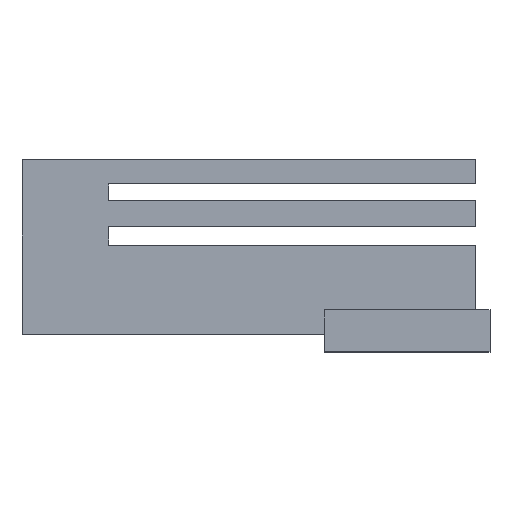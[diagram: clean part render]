
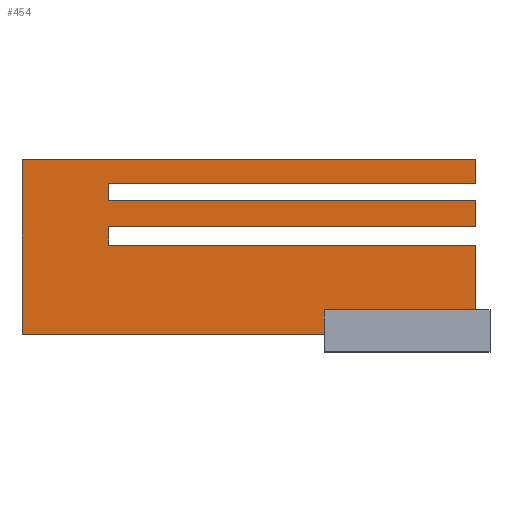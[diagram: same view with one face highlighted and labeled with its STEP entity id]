
A CAD part, top view. The second image highlights one B-rep face of the part: STEP entity #454.
In plain terms, the highlighted planar face has unit normal (0, 0, 1).
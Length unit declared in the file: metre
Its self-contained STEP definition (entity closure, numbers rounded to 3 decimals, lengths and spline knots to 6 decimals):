
#60=ORIENTED_EDGE('',*,*,#175,.F.);
#61=ORIENTED_EDGE('',*,*,#176,.T.);
#62=ORIENTED_EDGE('',*,*,#141,.T.);
#63=ORIENTED_EDGE('',*,*,#154,.F.);
#64=ORIENTED_EDGE('',*,*,#157,.F.);
#65=ORIENTED_EDGE('',*,*,#160,.T.);
#66=ORIENTED_EDGE('',*,*,#163,.T.);
#67=ORIENTED_EDGE('',*,*,#166,.F.);
#68=ORIENTED_EDGE('',*,*,#169,.F.);
#69=ORIENTED_EDGE('',*,*,#172,.T.);
#70=ORIENTED_EDGE('',*,*,#174,.F.);
#71=ORIENTED_EDGE('',*,*,#144,.F.);
#72=ORIENTED_EDGE('',*,*,#148,.T.);
#73=ORIENTED_EDGE('',*,*,#151,.T.);
#141=EDGE_CURVE('',#202,#204,#246,.T.);
#144=EDGE_CURVE('',#207,#208,#249,.T.);
#148=EDGE_CURVE('',#207,#210,#253,.T.);
#151=EDGE_CURVE('',#210,#212,#256,.T.);
#154=EDGE_CURVE('',#214,#204,#259,.T.);
#157=EDGE_CURVE('',#216,#214,#262,.T.);
#160=EDGE_CURVE('',#216,#218,#265,.T.);
#163=EDGE_CURVE('',#218,#220,#268,.T.);
#166=EDGE_CURVE('',#222,#220,#271,.T.);
#169=EDGE_CURVE('',#224,#222,#274,.T.);
#172=EDGE_CURVE('',#224,#226,#277,.T.);
#174=EDGE_CURVE('',#208,#226,#279,.T.);
#175=EDGE_CURVE('',#227,#212,#280,.T.);
#176=EDGE_CURVE('',#227,#202,#281,.T.);
#202=VERTEX_POINT('',#616);
#204=VERTEX_POINT('',#620);
#207=VERTEX_POINT('',#627);
#208=VERTEX_POINT('',#629);
#210=VERTEX_POINT('',#635);
#212=VERTEX_POINT('',#641);
#214=VERTEX_POINT('',#647);
#216=VERTEX_POINT('',#653);
#218=VERTEX_POINT('',#659);
#220=VERTEX_POINT('',#665);
#222=VERTEX_POINT('',#671);
#224=VERTEX_POINT('',#677);
#226=VERTEX_POINT('',#683);
#227=VERTEX_POINT('',#690);
#246=LINE('',#621,#309);
#249=LINE('',#628,#312);
#253=LINE('',#636,#316);
#256=LINE('',#642,#319);
#259=LINE('',#648,#322);
#262=LINE('',#654,#325);
#265=LINE('',#660,#328);
#268=LINE('',#666,#331);
#271=LINE('',#672,#334);
#274=LINE('',#678,#337);
#277=LINE('',#684,#340);
#279=LINE('',#687,#342);
#280=LINE('',#689,#343);
#281=LINE('',#691,#344);
#309=VECTOR('',#508,1.);
#312=VECTOR('',#513,1.);
#316=VECTOR('',#519,1.);
#319=VECTOR('',#524,1.);
#322=VECTOR('',#529,1.);
#325=VECTOR('',#534,1.);
#328=VECTOR('',#539,1.);
#331=VECTOR('',#544,1.);
#334=VECTOR('',#549,1.);
#337=VECTOR('',#554,1.);
#340=VECTOR('',#559,1.);
#342=VECTOR('',#563,1.);
#343=VECTOR('',#566,1.);
#344=VECTOR('',#567,1.);
#381=EDGE_LOOP('',(#60,#61,#62,#63,#64,#65,#66,#67,#68,#69,#70,#71,#72,
#73));
#406=FACE_BOUND('',#381,.T.);
#431=PLANE('',#490);
#454=ADVANCED_FACE('',(#406),#431,.T.);
#490=AXIS2_PLACEMENT_3D('',#688,#564,#565);
#508=DIRECTION('',(0.,1.,0.));
#513=DIRECTION('',(1.,0.,0.));
#519=DIRECTION('',(0.,-1.,0.));
#524=DIRECTION('',(1.,0.,0.));
#529=DIRECTION('',(1.,0.,0.));
#534=DIRECTION('',(0.,-1.,0.));
#539=DIRECTION('',(1.,0.,0.));
#544=DIRECTION('',(0.,1.,0.));
#549=DIRECTION('',(1.,0.,0.));
#554=DIRECTION('',(0.,-1.,0.));
#559=DIRECTION('',(1.,0.,0.));
#563=DIRECTION('',(0.,-1.,0.));
#564=DIRECTION('',(0.,0.,1.));
#565=DIRECTION('',(1.,0.,0.));
#566=DIRECTION('',(0.,-1.,0.));
#567=DIRECTION('',(1.,0.,0.));
#616=CARTESIAN_POINT('',(0.033355,-0.01143,0.002));
#620=CARTESIAN_POINT('',(0.033355,-0.004643,0.002));
#621=CARTESIAN_POINT('',(0.033355,-0.009282,0.002));
#627=CARTESIAN_POINT('',(-0.013752,0.004233,0.002));
#628=CARTESIAN_POINT('',(0.014305,0.004233,0.002));
#629=CARTESIAN_POINT('',(0.033355,0.004233,0.002));
#635=CARTESIAN_POINT('',(-0.013752,-0.013921,0.002));
#636=CARTESIAN_POINT('',(-0.013752,-0.004844,0.002));
#641=CARTESIAN_POINT('',(0.017605,-0.013921,0.002));
#642=CARTESIAN_POINT('',(-0.009249,-0.013921,0.002));
#647=CARTESIAN_POINT('',(-0.004745,-0.004643,0.002));
#648=CARTESIAN_POINT('',(0.014305,-0.004643,0.002));
#653=CARTESIAN_POINT('',(-0.004745,-0.002731,0.002));
#654=CARTESIAN_POINT('',(-0.004745,-0.003687,0.002));
#659=CARTESIAN_POINT('',(0.033355,-0.002731,0.002));
#660=CARTESIAN_POINT('',(0.014305,-0.002731,0.002));
#665=CARTESIAN_POINT('',(0.033355,0.,0.002));
#666=CARTESIAN_POINT('',(0.033355,-0.001366,0.002));
#671=CARTESIAN_POINT('',(-0.004745,0.,0.002));
#672=CARTESIAN_POINT('',(0.014305,0.,0.002));
#677=CARTESIAN_POINT('',(-0.004745,0.001707,0.002));
#678=CARTESIAN_POINT('',(-0.004745,0.000853,0.002));
#683=CARTESIAN_POINT('',(0.033355,0.001707,0.002));
#684=CARTESIAN_POINT('',(0.014305,0.001707,0.002));
#687=CARTESIAN_POINT('',(0.033355,0.00297,0.002));
#688=CARTESIAN_POINT('',(0.009801,-0.004844,0.002));
#689=CARTESIAN_POINT('',(0.017605,-0.004844,0.002));
#690=CARTESIAN_POINT('',(0.017605,-0.01143,0.002));
#691=CARTESIAN_POINT('',(0.009801,-0.01143,0.002));
